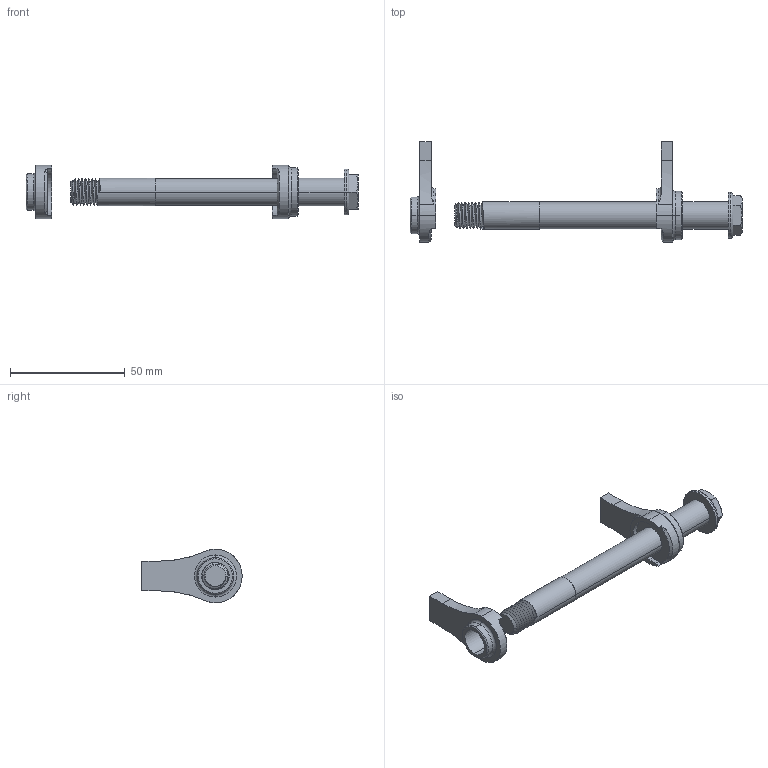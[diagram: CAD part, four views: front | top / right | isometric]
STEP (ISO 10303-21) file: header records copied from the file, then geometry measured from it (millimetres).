
FILE_DESCRIPTION (( 'STEP AP214' ), '1' );
FILE_NAME ('DR2052.STEP', '2015-06-15T18:42:16', ( 'Accounting' ), ( 'Microsoft' ), 'SwSTEP 2.0', 'SolidWorks 2015', '' );
FILE_SCHEMA (( 'AUTOMOTIVE_DESIGN' ));
Length unit declared in the file: millimetre
Products named in the file (4): DR2052T; DR2052U; DR2052; SK4001
Assembly tree (3 placements, depth 2):
  DR2052
    DR2052U
    DR2052T
    SK4001
Bounding box: 144.5 x 43.64 x 23.29 mm (x, y, z)
Volume: 21790.8 mm3; surface area: 10722.5 mm2
Topology: 3 solids, 3 shells, 110 faces, 256 edges, 158 vertices
Faces by surface type: plane 40, cylinder 30, cone 29, torus 8, bspline 3
Entity records: 4381 total; most frequent: CARTESIAN_POINT 1711, DIRECTION 558, ORIENTED_EDGE 512, EDGE_CURVE 256, AXIS2_PLACEMENT_3D 225, VERTEX_POINT 158, EDGE_LOOP 120, CIRCLE 112
